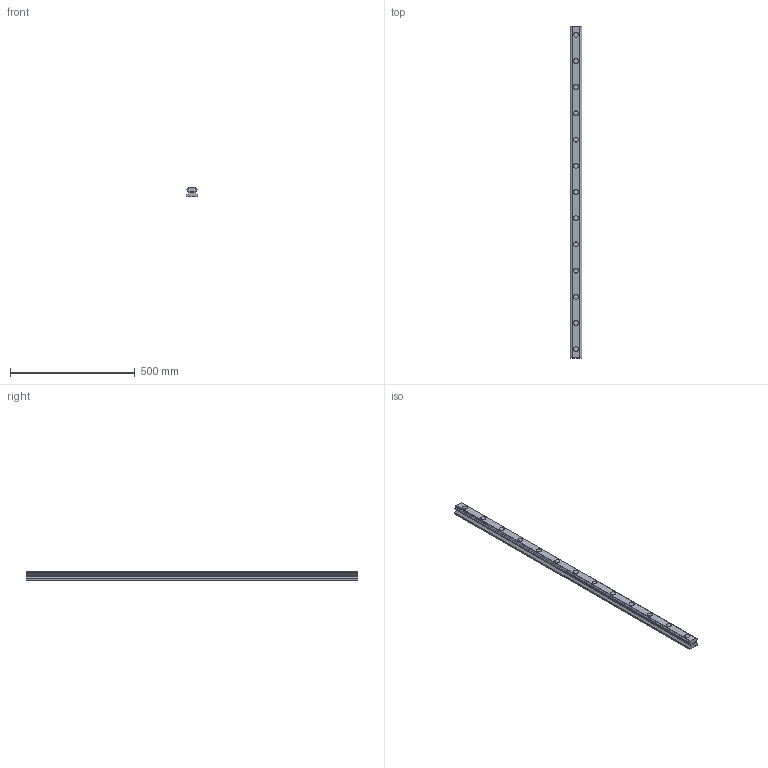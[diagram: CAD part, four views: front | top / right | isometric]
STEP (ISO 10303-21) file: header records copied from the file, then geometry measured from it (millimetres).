
FILE_DESCRIPTION(('STEP AP214'),'1');
FILE_NAME('cctmp_E2D03FF4-E5B5-4E7D-8DE2-4DF91378E9D4_2020_10_29_12_19_19_403..stp','2020-10-29T11:19:19',('HIWIN GmbH'),('CADClick - www.CADClick.com'),'Spatial InterOp 3D',' ','unknown authorization');
FILE_SCHEMA(('AUTOMOTIVE_DESIGN'));
Length unit declared in the file: millimetre
Products named in the file (1): HGR45R1330H_FILE
Bounding box: 45 x 1330 x 38 mm (x, y, z)
Volume: 1786427.6 mm3; surface area: 260254.9 mm2
Topology: 1 solids, 1 shells, 214 faces, 507 edges, 338 vertices
Faces by surface type: plane 132, cylinder 82
Entity records: 7931 total; most frequent: DIRECTION 1101, CARTESIAN_POINT 1060, ORIENTED_EDGE 1014, EDGE_CURVE 507, AXIS2_PLACEMENT_3D 379, LINE 343, VECTOR 343, VERTEX_POINT 338
